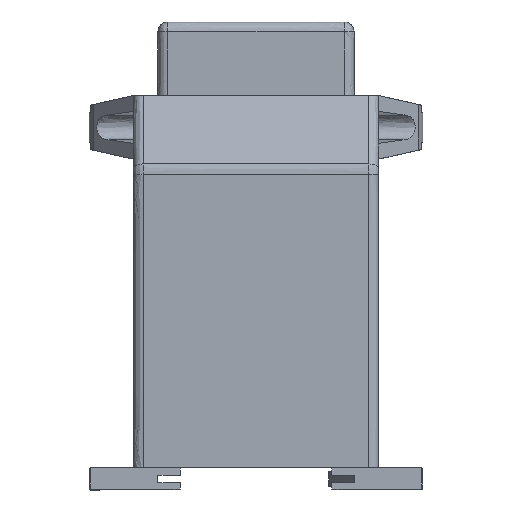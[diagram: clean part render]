
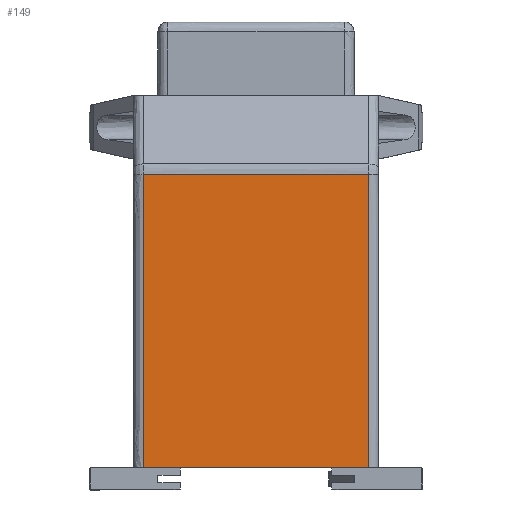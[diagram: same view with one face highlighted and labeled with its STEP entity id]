
A CAD part, left-side view. The second image highlights one B-rep face of the part: STEP entity #149.
In plain terms, the highlighted free-form (B-spline) face has degree [1, 1] with [2, 2] control points.
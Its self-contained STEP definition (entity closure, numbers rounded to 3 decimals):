
#149=ADVANCED_FACE('',(#605),#5707,.T.);
#605=FACE_OUTER_BOUND('',#1065,.T.);
#1065=EDGE_LOOP('',(#1639,#1640,#1641,#1642));
#1639=ORIENTED_EDGE('',*,*,#3766,.T.);
#1640=ORIENTED_EDGE('',*,*,#3768,.F.);
#1641=ORIENTED_EDGE('',*,*,#3767,.T.);
#1642=ORIENTED_EDGE('',*,*,#3737,.F.);
#3737=EDGE_CURVE('',#4844,#4843,#17674,.T.);
#3766=EDGE_CURVE('',#4844,#4865,#17703,.T.);
#3767=EDGE_CURVE('',#4866,#4843,#17704,.T.);
#3768=EDGE_CURVE('',#4866,#4865,#17705,.T.);
#4843=VERTEX_POINT('',#7412);
#4844=VERTEX_POINT('',#7413);
#4865=VERTEX_POINT('',#7434);
#4866=VERTEX_POINT('',#7435);
#5707=B_SPLINE_SURFACE_WITH_KNOTS('',1,1,((#6932,#6933),(#6934,#6935)),.UNSPECIFIED.,
.F.,.F.,.F.,(2,2),(2,2),(2.,48.),(16.145,76.),.UNSPECIFIED.);
#6150=CARTESIAN_POINT('',(0.,2.,4.5));
#6151=CARTESIAN_POINT('',(0.,48.,4.5));
#6418=CARTESIAN_POINT('',(0.,2.,4.5));
#6419=CARTESIAN_POINT('',(0.,2.,24.452));
#6420=CARTESIAN_POINT('',(0.,2.,44.403));
#6421=CARTESIAN_POINT('',(0.,2.,64.355));
#6422=CARTESIAN_POINT('',(0.,48.,64.355));
#6423=CARTESIAN_POINT('',(0.,48.,44.403));
#6424=CARTESIAN_POINT('',(0.,48.,24.452));
#6425=CARTESIAN_POINT('',(0.,48.,4.5));
#6426=CARTESIAN_POINT('',(0.,48.,64.355));
#6427=CARTESIAN_POINT('',(0.,32.667,64.355));
#6428=CARTESIAN_POINT('',(0.,17.333,64.355));
#6429=CARTESIAN_POINT('',(0.,2.,64.355));
#6932=CARTESIAN_POINT('',(0.,2.,64.355));
#6933=CARTESIAN_POINT('',(0.,2.,4.5));
#6934=CARTESIAN_POINT('',(0.,48.,64.355));
#6935=CARTESIAN_POINT('',(0.,48.,4.5));
#7412=CARTESIAN_POINT('',(0.,48.,4.5));
#7413=CARTESIAN_POINT('',(0.,2.,4.5));
#7434=CARTESIAN_POINT('',(0.,2.,64.355));
#7435=CARTESIAN_POINT('',(0.,48.,64.355));
#17674=B_SPLINE_CURVE_WITH_KNOTS('',1,(#6150,#6151),.UNSPECIFIED.,.F.,.F.,
(2,2),(2.,48.),.UNSPECIFIED.);
#17703=B_SPLINE_CURVE_WITH_KNOTS('',3,(#6418,#6419,#6420,#6421),.UNSPECIFIED.,
.F.,.F.,(4,4),(0.,59.855),.UNSPECIFIED.);
#17704=B_SPLINE_CURVE_WITH_KNOTS('',3,(#6422,#6423,#6424,#6425),.UNSPECIFIED.,
.F.,.F.,(4,4),(16.145,76.),.UNSPECIFIED.);
#17705=B_SPLINE_CURVE_WITH_KNOTS('',3,(#6426,#6427,#6428,#6429),.UNSPECIFIED.,
.F.,.F.,(4,4),(-48.,-2.),.UNSPECIFIED.);
